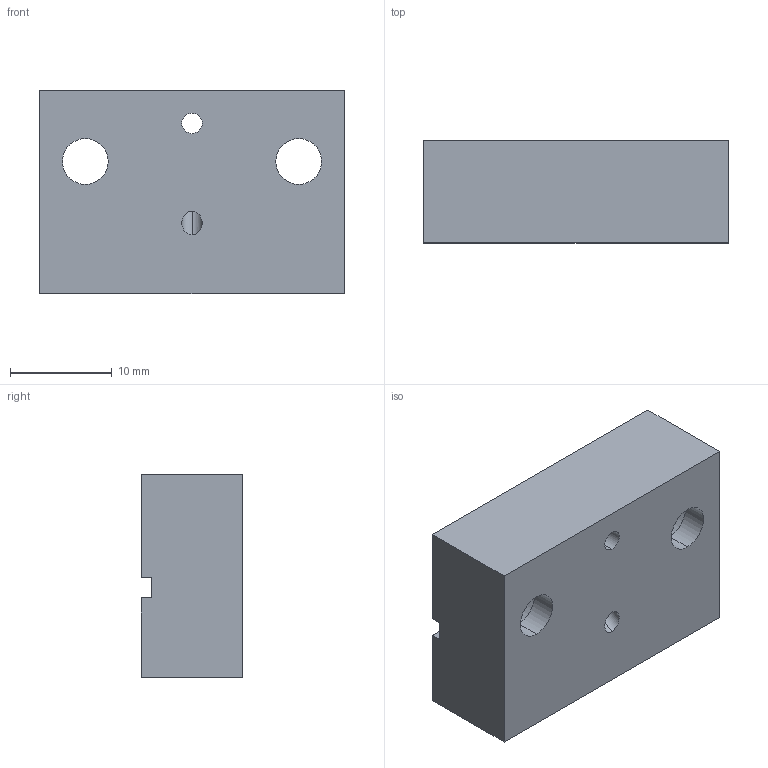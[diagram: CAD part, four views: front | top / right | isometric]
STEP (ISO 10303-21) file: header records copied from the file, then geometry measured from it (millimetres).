
FILE_DESCRIPTION (( 'STEP AP214' ), '1' );
FILE_NAME ('00_441_1.STEP', '2016-01-15T14:04:10', ( '' ), ( '' ), 'SwSTEP 2.0', 'SolidWorks 2016', '' );
FILE_SCHEMA (( 'AUTOMOTIVE_DESIGN' ));
Length unit declared in the file: millimetre
Products named in the file (1): 00_441_1
Bounding box: 30 x 10 x 20 mm (x, y, z)
Volume: 5061.6 mm3; surface area: 2830.9 mm2
Topology: 1 solids, 1 shells, 38 faces, 100 edges, 62 vertices
Faces by surface type: cylinder 16, plane 14, cone 8
Entity records: 1242 total; most frequent: CARTESIAN_POINT 209, DIRECTION 206, ORIENTED_EDGE 192, EDGE_CURVE 96, AXIS2_PLACEMENT_3D 75, VERTEX_POINT 62, VECTOR 56, LINE 56
